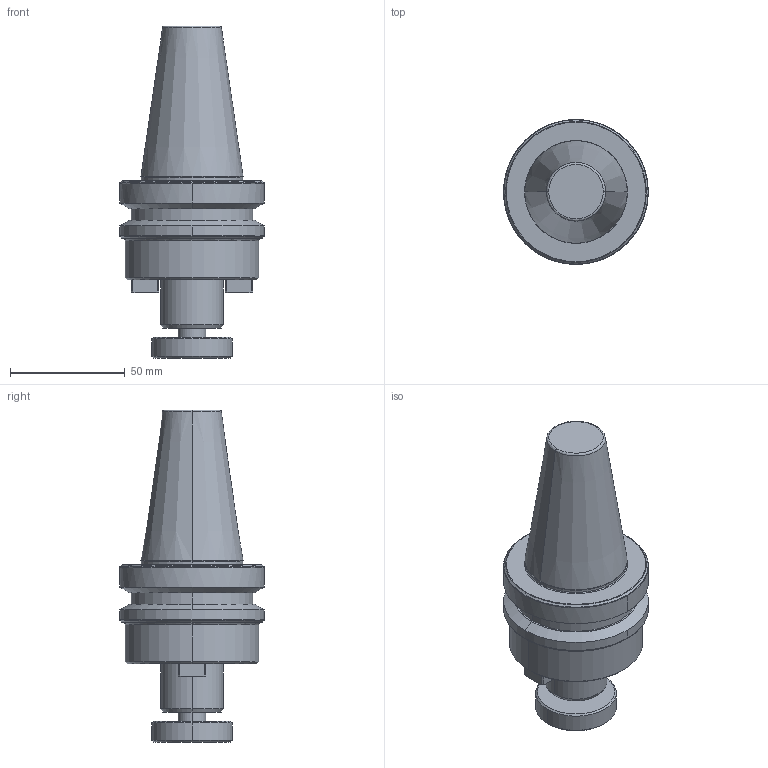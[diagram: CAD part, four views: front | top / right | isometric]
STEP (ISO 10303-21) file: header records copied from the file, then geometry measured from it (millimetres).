
FILE_DESCRIPTION (( 'STEP AP203' ), '1' );
FILE_NAME ('BT40 FMH27 045 AD-6.3G15000 SL SP.STEP', '2019-05-23T04:49:08', ( '' ), ( '' ), 'SwSTEP 2.0', 'SolidWorks 2014', '' );
FILE_SCHEMA (( 'CONFIG_CONTROL_DESIGN' ));
Length unit declared in the file: millimetre
Products named in the file (1): BT40 FMH27 045 AD-6.3G15000 SL SP
Bounding box: 63 x 63 x 144.4 mm (x, y, z)
Volume: 208517.6 mm3; surface area: 26421 mm2
Topology: 1 solids, 1 shells, 91 faces, 215 edges, 135 vertices
Faces by surface type: plane 35, cone 20, cylinder 16, bspline 14, torus 6
Entity records: 3886 total; most frequent: CARTESIAN_POINT 1767, ORIENTED_EDGE 430, DIRECTION 422, EDGE_CURVE 215, AXIS2_PLACEMENT_3D 157, VERTEX_POINT 135, LINE 108, VECTOR 108
